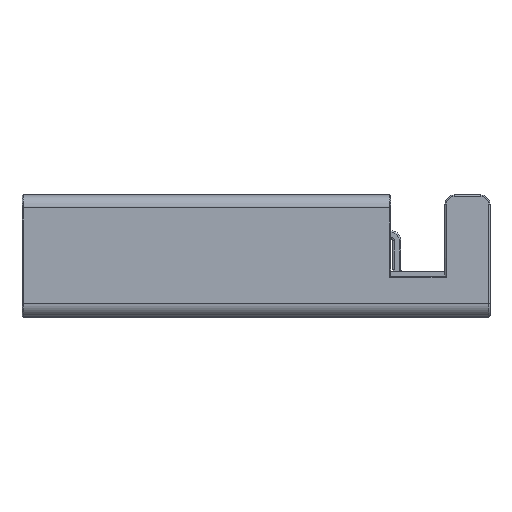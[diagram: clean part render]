
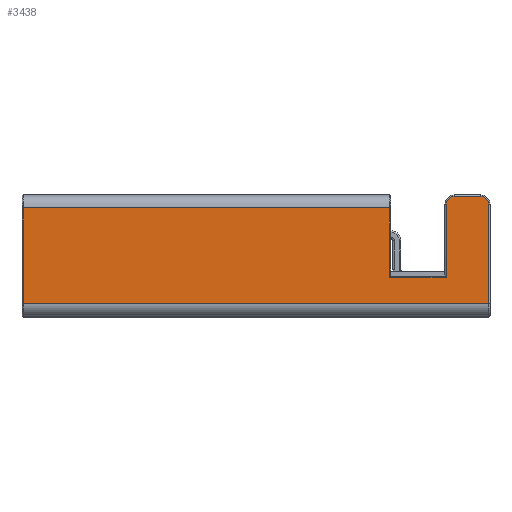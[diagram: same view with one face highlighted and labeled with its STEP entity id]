
A CAD part, top view. The second image highlights one B-rep face of the part: STEP entity #3438.
In plain terms, the highlighted planar face has unit normal (0, 0, 1).
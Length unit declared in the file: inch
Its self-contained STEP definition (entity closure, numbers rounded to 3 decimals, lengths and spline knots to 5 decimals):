
#3364 = VERTEX_POINT ( 'NONE', #10253 ) ;
#3365 = ORIENTED_EDGE ( 'NONE', *, *, #3366, .T. ) ;
#3366 = EDGE_CURVE ( 'NONE', #3364, #3367, #10252, .T. ) ;
#3367 = VERTEX_POINT ( 'NONE', #10248 ) ;
#3368 = ORIENTED_EDGE ( 'NONE', *, *, #3369, .T. ) ;
#3369 = EDGE_CURVE ( 'NONE', #3367, #3442, #10247, .T. ) ;
#3438 = ADVANCED_FACE ( 'NONE', ( #10307 ), #10306, .F. ) ;
#3439 = EDGE_LOOP ( 'NONE', ( #3440, #3444, #3447, #3450, #3453, #3456, #3459, #3462, #3365, #3368 ) ) ;
#3440 = ORIENTED_EDGE ( 'NONE', *, *, #3441, .T. ) ;
#3441 = EDGE_CURVE ( 'NONE', #3442, #3443, #10304, .T. ) ;
#3442 = VERTEX_POINT ( 'NONE', #10297 ) ;
#3443 = VERTEX_POINT ( 'NONE', #10296 ) ;
#3444 = ORIENTED_EDGE ( 'NONE', *, *, #3445, .T. ) ;
#3445 = EDGE_CURVE ( 'NONE', #3443, #3446, #10295, .T. ) ;
#3446 = VERTEX_POINT ( 'NONE', #10353 ) ;
#3447 = ORIENTED_EDGE ( 'NONE', *, *, #3448, .T. ) ;
#3448 = EDGE_CURVE ( 'NONE', #3446, #3449, #10352, .T. ) ;
#3449 = VERTEX_POINT ( 'NONE', #10348 ) ;
#3450 = ORIENTED_EDGE ( 'NONE', *, *, #3451, .T. ) ;
#3451 = EDGE_CURVE ( 'NONE', #3449, #3452, #10347, .T. ) ;
#3452 = VERTEX_POINT ( 'NONE', #10343 ) ;
#3453 = ORIENTED_EDGE ( 'NONE', *, *, #3454, .T. ) ;
#3454 = EDGE_CURVE ( 'NONE', #3452, #3455, #10342, .T. ) ;
#3455 = VERTEX_POINT ( 'NONE', #10337 ) ;
#3456 = ORIENTED_EDGE ( 'NONE', *, *, #3457, .T. ) ;
#3457 = EDGE_CURVE ( 'NONE', #3455, #3458, #10336, .T. ) ;
#3458 = VERTEX_POINT ( 'NONE', #10332 ) ;
#3459 = ORIENTED_EDGE ( 'NONE', *, *, #3460, .T. ) ;
#3460 = EDGE_CURVE ( 'NONE', #3458, #3461, #10331, .T. ) ;
#3461 = VERTEX_POINT ( 'NONE', #10326 ) ;
#3462 = ORIENTED_EDGE ( 'NONE', *, *, #3463, .T. ) ;
#3463 = EDGE_CURVE ( 'NONE', #3461, #3364, #10325, .T. ) ;
#10244 = DIRECTION ( 'NONE',  ( 0., 1., 0. ) ) ;
#10245 = VECTOR ( 'NONE', #10244, 39.37008 ) ;
#10246 = CARTESIAN_POINT ( 'NONE',  ( 0.5665, 0.1675, 0.47275 ) ) ;
#10247 = LINE ( 'NONE', #10246, #10245 ) ;
#10248 = CARTESIAN_POINT ( 'NONE',  ( 0.5665, 0.0605, 0.47275 ) ) ;
#10249 = DIRECTION ( 'NONE',  ( -1., 0., 0. ) ) ;
#10250 = VECTOR ( 'NONE', #10249, 39.37008 ) ;
#10251 = CARTESIAN_POINT ( 'NONE',  ( 0.5685, 0.0605, 0.47275 ) ) ;
#10252 = LINE ( 'NONE', #10251, #10250 ) ;
#10253 = CARTESIAN_POINT ( 'NONE',  ( 0.65425, 0.0605, 0.47275 ) ) ;
#10292 = DIRECTION ( 'NONE',  ( 0., -1., 0. ) ) ;
#10293 = VECTOR ( 'NONE', #10292, 39.37008 ) ;
#10294 = CARTESIAN_POINT ( 'NONE',  ( 0.002, 0.1875, 0.47275 ) ) ;
#10295 = LINE ( 'NONE', #10294, #10293 ) ;
#10296 = CARTESIAN_POINT ( 'NONE',  ( 0.002, 0.1675, 0.47275 ) ) ;
#10297 = CARTESIAN_POINT ( 'NONE',  ( 0.5665, 0.1675, 0.47275 ) ) ;
#10298 = DIRECTION ( 'NONE',  ( -1., 0., 0. ) ) ;
#10299 = VECTOR ( 'NONE', #10298, 39.37008 ) ;
#10300 = CARTESIAN_POINT ( 'NONE',  ( 0.72175, 0.1675, 0.47275 ) ) ;
#10301 = DIRECTION ( 'NONE',  ( -1., 0., 0. ) ) ;
#10302 = DIRECTION ( 'NONE',  ( 0., 0., -1. ) ) ;
#10303 = CARTESIAN_POINT ( 'NONE',  ( 0.72175, 0.1875, 0.47275 ) ) ;
#10304 = LINE ( 'NONE', #10300, #10299 ) ;
#10305 = AXIS2_PLACEMENT_3D ( 'NONE', #10303, #10302, #10301 ) ;
#10306 = PLANE ( 'NONE',  #10305 ) ;
#10307 = FACE_OUTER_BOUND ( 'NONE', #3439, .T. ) ;
#10324 = CARTESIAN_POINT ( 'NONE',  ( 0.65425, 0.0625, 0.47275 ) ) ;
#10325 = LINE ( 'NONE', #10324, #10416 ) ;
#10326 = CARTESIAN_POINT ( 'NONE',  ( 0.65425, 0.1735, 0.47275 ) ) ;
#10327 = DIRECTION ( 'NONE',  ( -1., 0., 0. ) ) ;
#10328 = DIRECTION ( 'NONE',  ( 0., 0., 1. ) ) ;
#10329 = CARTESIAN_POINT ( 'NONE',  ( 0.66625, 0.1735, 0.47275 ) ) ;
#10330 = AXIS2_PLACEMENT_3D ( 'NONE', #10329, #10328, #10327 ) ;
#10331 = CIRCLE ( 'NONE', #10330, 0.012 ) ;
#10332 = CARTESIAN_POINT ( 'NONE',  ( 0.66625, 0.1855, 0.47275 ) ) ;
#10333 = DIRECTION ( 'NONE',  ( -1., 0., 0. ) ) ;
#10334 = VECTOR ( 'NONE', #10333, 39.37008 ) ;
#10335 = CARTESIAN_POINT ( 'NONE',  ( 0.72175, 0.1855, 0.47275 ) ) ;
#10336 = LINE ( 'NONE', #10335, #10334 ) ;
#10337 = CARTESIAN_POINT ( 'NONE',  ( 0.70775, 0.1855, 0.47275 ) ) ;
#10338 = DIRECTION ( 'NONE',  ( -1., 0., 0. ) ) ;
#10339 = DIRECTION ( 'NONE',  ( 0., 0., 1. ) ) ;
#10340 = CARTESIAN_POINT ( 'NONE',  ( 0.70775, 0.1735, 0.47275 ) ) ;
#10341 = AXIS2_PLACEMENT_3D ( 'NONE', #10340, #10339, #10338 ) ;
#10342 = CIRCLE ( 'NONE', #10341, 0.012 ) ;
#10343 = CARTESIAN_POINT ( 'NONE',  ( 0.71975, 0.1735, 0.47275 ) ) ;
#10344 = DIRECTION ( 'NONE',  ( 0., 1., 0. ) ) ;
#10345 = VECTOR ( 'NONE', #10344, 39.37008 ) ;
#10346 = CARTESIAN_POINT ( 'NONE',  ( 0.71975, 0.1875, 0.47275 ) ) ;
#10347 = LINE ( 'NONE', #10346, #10345 ) ;
#10348 = CARTESIAN_POINT ( 'NONE',  ( 0.71975, 0.02, 0.47275 ) ) ;
#10349 = DIRECTION ( 'NONE',  ( 1., 0., 0. ) ) ;
#10350 = VECTOR ( 'NONE', #10349, 39.37008 ) ;
#10351 = CARTESIAN_POINT ( 'NONE',  ( 0.72175, 0.02, 0.47275 ) ) ;
#10352 = LINE ( 'NONE', #10351, #10350 ) ;
#10353 = CARTESIAN_POINT ( 'NONE',  ( 0.002, 0.02, 0.47275 ) ) ;
#10415 = DIRECTION ( 'NONE',  ( 0., -1., 0. ) ) ;
#10416 = VECTOR ( 'NONE', #10415, 39.37008 ) ;
